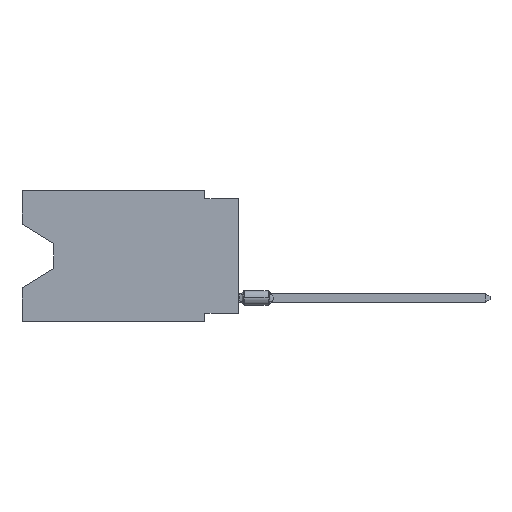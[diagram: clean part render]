
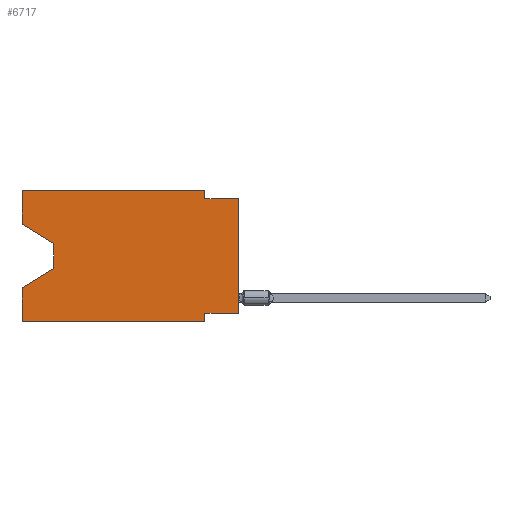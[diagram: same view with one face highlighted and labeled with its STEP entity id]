
A CAD part, left-side view. The second image highlights one B-rep face of the part: STEP entity #6717.
In plain terms, the highlighted planar face has unit normal (-1, 0, 0).
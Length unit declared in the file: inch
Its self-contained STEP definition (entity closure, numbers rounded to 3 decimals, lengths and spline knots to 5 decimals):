
#52 = LINE ( 'NONE', #4915, #2974 ) ;
#128 = EDGE_CURVE ( 'NONE', #13143, #15304, #3589, .T. ) ;
#262 = ORIENTED_EDGE ( 'NONE', *, *, #128, .T. ) ;
#403 = LINE ( 'NONE', #13467, #569 ) ;
#569 = VECTOR ( 'NONE', #2843, 39.37008 ) ;
#1009 = DIRECTION ( 'NONE',  ( 0., 0., -1. ) ) ;
#1034 = LINE ( 'NONE', #14260, #5466 ) ;
#1062 = ORIENTED_EDGE ( 'NONE', *, *, #11827, .F. ) ;
#1076 = EDGE_CURVE ( 'NONE', #13538, #12889, #7967, .T. ) ;
#1283 = DIRECTION ( 'NONE',  ( 1., 0., 0. ) ) ;
#1288 = CARTESIAN_POINT ( 'NONE',  ( 0., 0.645, -0.28975 ) ) ;
#1619 = VERTEX_POINT ( 'NONE', #8387 ) ;
#2112 = CARTESIAN_POINT ( 'NONE',  ( 0., 0.1, -0.025 ) ) ;
#2200 = CARTESIAN_POINT ( 'NONE',  ( 0., 0.1, -0.365 ) ) ;
#2371 = CARTESIAN_POINT ( 'NONE',  ( 0., 0.645, 0. ) ) ;
#2520 = EDGE_CURVE ( 'NONE', #15304, #13866, #403, .T. ) ;
#2744 = EDGE_LOOP ( 'NONE', ( #8264, #262, #11354, #14081, #3183, #1062, #10736, #5440, #10506, #12593, #13086, #13637 ) ) ;
#2843 = DIRECTION ( 'NONE',  ( 0., 0.855, -0.519 ) ) ;
#2872 = CARTESIAN_POINT ( 'NONE',  ( 0., 0., -0.365 ) ) ;
#2974 = VECTOR ( 'NONE', #9699, 39.37008 ) ;
#3183 = ORIENTED_EDGE ( 'NONE', *, *, #13316, .T. ) ;
#3497 = VECTOR ( 'NONE', #7812, 39.37008 ) ;
#3589 = LINE ( 'NONE', #8403, #14854 ) ;
#3710 = CARTESIAN_POINT ( 'NONE',  ( 0., 0.645, 0. ) ) ;
#3804 = DIRECTION ( 'NONE',  ( 0., 1., 0. ) ) ;
#4009 = CARTESIAN_POINT ( 'NONE',  ( 0., 0.645, -0.39 ) ) ;
#4041 = LINE ( 'NONE', #2872, #15303 ) ;
#4189 = DIRECTION ( 'NONE',  ( 0., 0., 1. ) ) ;
#4199 = VERTEX_POINT ( 'NONE', #12267 ) ;
#4244 = LINE ( 'NONE', #4009, #8241 ) ;
#4416 = CARTESIAN_POINT ( 'NONE',  ( 0., 0., -0.025 ) ) ;
#4915 = CARTESIAN_POINT ( 'NONE',  ( 0., 0.645, 0. ) ) ;
#5121 = EDGE_CURVE ( 'NONE', #14229, #1619, #52, .T. ) ;
#5172 = VECTOR ( 'NONE', #13744, 39.37008 ) ;
#5223 = EDGE_CURVE ( 'NONE', #4199, #8494, #4041, .T. ) ;
#5316 = CARTESIAN_POINT ( 'NONE',  ( 0., 0.645, 0. ) ) ;
#5440 = ORIENTED_EDGE ( 'NONE', *, *, #13031, .T. ) ;
#5466 = VECTOR ( 'NONE', #10608, 39.37008 ) ;
#5535 = CARTESIAN_POINT ( 'NONE',  ( 0., 0.645, -0.39 ) ) ;
#5627 = CARTESIAN_POINT ( 'NONE',  ( 0., 0.1, -0.39 ) ) ;
#6069 = CARTESIAN_POINT ( 'NONE',  ( 0., 0.55, -0.158 ) ) ;
#6466 = LINE ( 'NONE', #6542, #6677 ) ;
#6542 = CARTESIAN_POINT ( 'NONE',  ( 0., 0.1, 0. ) ) ;
#6677 = VECTOR ( 'NONE', #10283, 39.37008 ) ;
#6717 = ADVANCED_FACE ( 'NONE', ( #7277 ), #6986, .F. ) ;
#6746 = DIRECTION ( 'NONE',  ( 0., 0., 1. ) ) ;
#6767 = VERTEX_POINT ( 'NONE', #14902 ) ;
#6986 = PLANE ( 'NONE',  #15438 ) ;
#7277 = FACE_OUTER_BOUND ( 'NONE', #2744, .T. ) ;
#7482 = VECTOR ( 'NONE', #4189, 39.37008 ) ;
#7533 = CARTESIAN_POINT ( 'NONE',  ( 0., 0.55, -0.232 ) ) ;
#7608 = LINE ( 'NONE', #12711, #5172 ) ;
#7812 = DIRECTION ( 'NONE',  ( 0., -1., 0. ) ) ;
#7967 = LINE ( 'NONE', #4416, #3497 ) ;
#8241 = VECTOR ( 'NONE', #12664, 39.37008 ) ;
#8252 = EDGE_CURVE ( 'NONE', #1619, #13538, #6466, .T. ) ;
#8264 = ORIENTED_EDGE ( 'NONE', *, *, #9046, .T. ) ;
#8387 = CARTESIAN_POINT ( 'NONE',  ( 0., 0.1, 0. ) ) ;
#8403 = CARTESIAN_POINT ( 'NONE',  ( 0., 0.55, -0.158 ) ) ;
#8494 = VERTEX_POINT ( 'NONE', #2200 ) ;
#8907 = LINE ( 'NONE', #14828, #7482 ) ;
#9046 = EDGE_CURVE ( 'NONE', #6767, #13143, #7608, .T. ) ;
#9230 = LINE ( 'NONE', #5627, #11226 ) ;
#9699 = DIRECTION ( 'NONE',  ( 0., -1., 0. ) ) ;
#10283 = DIRECTION ( 'NONE',  ( 0., 0., -1. ) ) ;
#10319 = EDGE_CURVE ( 'NONE', #10853, #13866, #13668, .T. ) ;
#10506 = ORIENTED_EDGE ( 'NONE', *, *, #1076, .F. ) ;
#10608 = DIRECTION ( 'NONE',  ( 0., 0., 1. ) ) ;
#10736 = ORIENTED_EDGE ( 'NONE', *, *, #5223, .F. ) ;
#10853 = VERTEX_POINT ( 'NONE', #5535 ) ;
#11226 = VECTOR ( 'NONE', #14051, 39.37008 ) ;
#11354 = ORIENTED_EDGE ( 'NONE', *, *, #2520, .T. ) ;
#11640 = VERTEX_POINT ( 'NONE', #11783 ) ;
#11783 = CARTESIAN_POINT ( 'NONE',  ( 0., 0.1, -0.39 ) ) ;
#11827 = EDGE_CURVE ( 'NONE', #8494, #11640, #9230, .T. ) ;
#12267 = CARTESIAN_POINT ( 'NONE',  ( 0., 0., -0.365 ) ) ;
#12593 = ORIENTED_EDGE ( 'NONE', *, *, #8252, .F. ) ;
#12664 = DIRECTION ( 'NONE',  ( 0., -1., 0. ) ) ;
#12708 = VECTOR ( 'NONE', #6746, 39.37008 ) ;
#12711 = CARTESIAN_POINT ( 'NONE',  ( 0., 0.645, -0.10025 ) ) ;
#12773 = CARTESIAN_POINT ( 'NONE',  ( 0., 0., -0.025 ) ) ;
#12889 = VERTEX_POINT ( 'NONE', #12773 ) ;
#12914 = EDGE_CURVE ( 'NONE', #6767, #14229, #8907, .T. ) ;
#13031 = EDGE_CURVE ( 'NONE', #4199, #12889, #1034, .T. ) ;
#13086 = ORIENTED_EDGE ( 'NONE', *, *, #5121, .F. ) ;
#13143 = VERTEX_POINT ( 'NONE', #6069 ) ;
#13316 = EDGE_CURVE ( 'NONE', #10853, #11640, #4244, .T. ) ;
#13335 = DIRECTION ( 'NONE',  ( 0., 0., -1. ) ) ;
#13467 = CARTESIAN_POINT ( 'NONE',  ( 0., 0.55, -0.232 ) ) ;
#13538 = VERTEX_POINT ( 'NONE', #2112 ) ;
#13637 = ORIENTED_EDGE ( 'NONE', *, *, #12914, .F. ) ;
#13668 = LINE ( 'NONE', #5316, #12708 ) ;
#13744 = DIRECTION ( 'NONE',  ( 0., -0.855, -0.519 ) ) ;
#13866 = VERTEX_POINT ( 'NONE', #1288 ) ;
#14051 = DIRECTION ( 'NONE',  ( 0., 0., -1. ) ) ;
#14081 = ORIENTED_EDGE ( 'NONE', *, *, #10319, .F. ) ;
#14229 = VERTEX_POINT ( 'NONE', #2371 ) ;
#14260 = CARTESIAN_POINT ( 'NONE',  ( 0., 0., 0. ) ) ;
#14828 = CARTESIAN_POINT ( 'NONE',  ( 0., 0.645, 0. ) ) ;
#14854 = VECTOR ( 'NONE', #1009, 39.37008 ) ;
#14902 = CARTESIAN_POINT ( 'NONE',  ( 0., 0.645, -0.10025 ) ) ;
#15303 = VECTOR ( 'NONE', #3804, 39.37008 ) ;
#15304 = VERTEX_POINT ( 'NONE', #7533 ) ;
#15438 = AXIS2_PLACEMENT_3D ( 'NONE', #3710, #1283, #13335 ) ;
